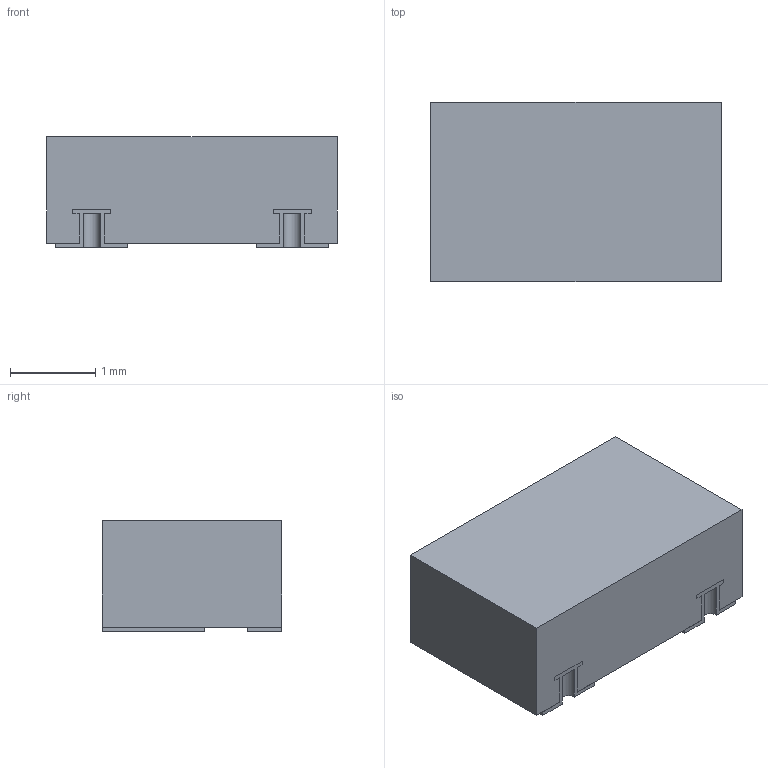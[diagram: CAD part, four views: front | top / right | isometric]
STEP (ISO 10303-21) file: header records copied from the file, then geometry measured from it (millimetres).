
FILE_DESCRIPTION (( 'STEP AP214' ), '1' );
FILE_NAME ('P-SON4.STEP', '2020-11-20T04:06:40', ( '' ), ( '' ), 'SwSTEP 2.0', 'SolidWorks 2015', '' );
FILE_SCHEMA (( 'AUTOMOTIVE_DESIGN' ));
Length unit declared in the file: millimetre
Products named in the file (1): P-SON4
Bounding box: 3.4 x 2.1 x 1.3 mm (x, y, z)
Volume: 9 mm3; surface area: 42.5 mm2
Topology: 5 solids, 5 shells, 102 faces, 276 edges, 184 vertices
Faces by surface type: plane 98, cylinder 4
Entity records: 3746 total; most frequent: CARTESIAN_POINT 563, ORIENTED_EDGE 552, DIRECTION 490, EDGE_CURVE 276, LINE 268, VECTOR 268, VERTEX_POINT 184, AXIS2_PLACEMENT_3D 111
